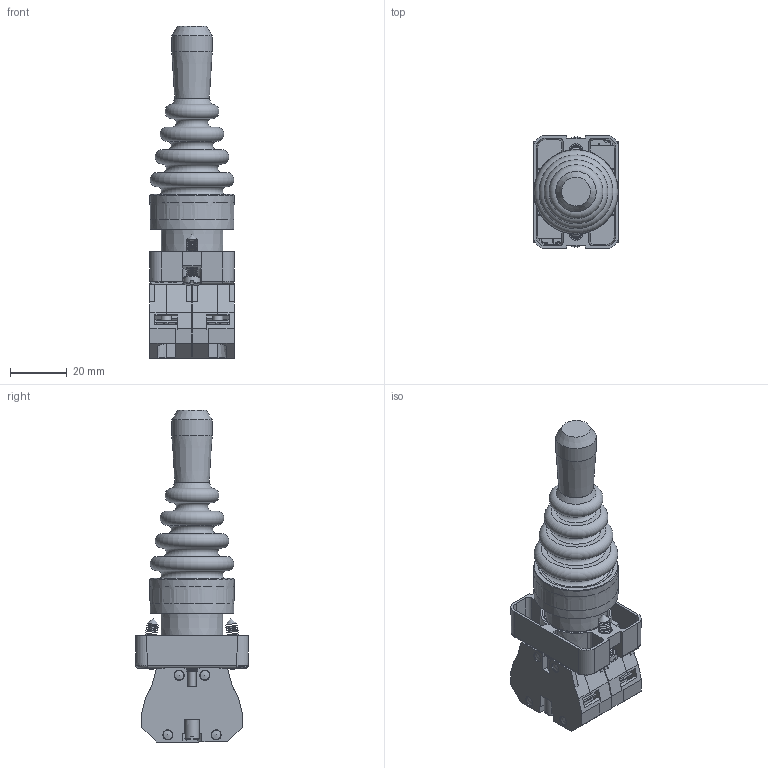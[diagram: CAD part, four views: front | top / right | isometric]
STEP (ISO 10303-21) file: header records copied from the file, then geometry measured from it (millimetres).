
FILE_DESCRIPTION(/* description */ (''),/* implementation_level */ '2;1');
FILE_NAME(/* name */ 'STP_ECX151_2P.stp',/* time_stamp */ '2024-12-17T16:35:39+01:00',/* author */ ('servizio.tecnico'),/* organization */ (''),/* preprocessor_version */ 'ST-DEVELOPER v19.2',/* originating_system */ 'Autodesk Inventor 2024',/* authorisation */ '');
FILE_SCHEMA (('AUTOMOTIVE_DESIGN { 1 0 10303 214 3 1 1 }'));
Length unit declared in the file: millimetre
Products named in the file (24): Assieme2; basetta metallo; non_luminosi_metallo_aggancio_avvitati73; non_luminosi_metallo_aggancio_avvitati74; non_luminosi_metallo_aggancio_avvitati75; contatti; luminosi_plastica_aggancio_avvitati53; luminosi_plastica_aggancio_avvitati54; luminosi_plastica_aggancio_avvitati55; luminosi_plastica_aggancio_avvitati56; luminosi_plastica_aggancio_avvitati57; luminosi_plastica_aggancio_avvitati58; ecx1515; gu1211; pl1197; ecx1000; non_luminosi_metallo_aggancio_avvitati53; ecx 1030_MIR; luminosi_plastica_aggancio_avvitati53_MIR; luminosi_plastica_aggancio_avvitati54_MIR; luminosi_plastica_aggancio_avvitati55_MIR; luminosi_plastica_aggancio_avvitati56_MIR; luminosi_plastica_aggancio_avvitati57_MIR; luminosi_plastica_aggancio_avvitati58_MIR
Assembly tree (23 placements, depth 4):
  Assieme2
    basetta metallo
      non_luminosi_metallo_aggancio_avvitati73
      non_luminosi_metallo_aggancio_avvitati74
      non_luminosi_metallo_aggancio_avvitati75
    contatti
      luminosi_plastica_aggancio_avvitati53
      luminosi_plastica_aggancio_avvitati54
      luminosi_plastica_aggancio_avvitati55
      luminosi_plastica_aggancio_avvitati56
      luminosi_plastica_aggancio_avvitati57
      luminosi_plastica_aggancio_avvitati58
    ecx1515
      gu1211
      pl1197
      ecx1000
        non_luminosi_metallo_aggancio_avvitati53
    ecx 1030_MIR
      luminosi_plastica_aggancio_avvitati53_MIR
      luminosi_plastica_aggancio_avvitati54_MIR
      luminosi_plastica_aggancio_avvitati55_MIR
      luminosi_plastica_aggancio_avvitati56_MIR
      luminosi_plastica_aggancio_avvitati57_MIR
      luminosi_plastica_aggancio_avvitati58_MIR
Bounding box: 29.8 x 39.8 x 116.93 mm (x, y, z)
Volume: 32660.4 mm3; surface area: 41770.6 mm2
Topology: 22 solids, 22 shells, 1736 faces, 4715 edges, 3074 vertices
Faces by surface type: plane 1182, cylinder 255, cone 238, torus 49, bspline 12
Full cylindrical faces by diameter (mm): 2 x20, 2.4 x12, 2.55 x8, 2.6 x2, 3 x26, 3.2 x16, 3.5 x4, 3.962 x1, 5 x4, 6 x6, 8.5 x1, 9.144 x1, 14.224 x1, 19.8 x1, 22.5 x1, 26 x1, 27.5 x1, 29.5 x1
Entity records: 59117 total; most frequent: CARTESIAN_POINT 13079, ORIENTED_EDGE 9410, DIRECTION 9170, EDGE_CURVE 4705, LINE 3496, VECTOR 3496, VERTEX_POINT 3074, AXIS2_PLACEMENT_3D 2837
